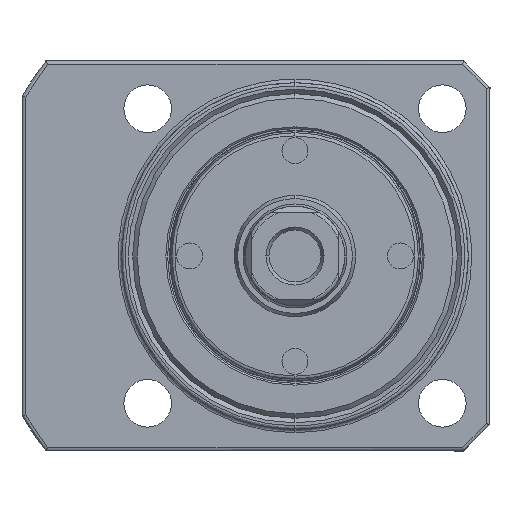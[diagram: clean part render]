
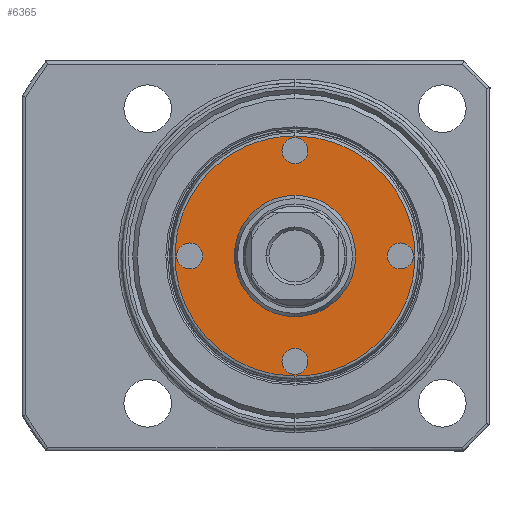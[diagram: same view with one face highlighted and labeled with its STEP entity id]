
A CAD part, front view. The second image highlights one B-rep face of the part: STEP entity #6365.
In plain terms, the highlighted planar face has unit normal (0, -1, 0).
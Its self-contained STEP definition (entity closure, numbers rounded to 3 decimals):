
#407 = EDGE_CURVE ( 'NONE', #3448, #3450, #8127, .T. ) ;
#409 = EDGE_CURVE ( 'NONE', #3475, #3446, #1780, .T. ) ;
#420 = EDGE_CURVE ( 'NONE', #3456, #3457, #1765, .T. ) ;
#424 = EDGE_CURVE ( 'NONE', #3460, #3462, #1759, .T. ) ;
#428 = EDGE_CURVE ( 'NONE', #3466, #3467, #1753, .T. ) ;
#432 = EDGE_CURVE ( 'NONE', #3470, #3471, #1747, .T. ) ;
#647 = AXIS2_PLACEMENT_3D ( 'NONE', #3047, #3031, #3043 ) ;
#1747 = CIRCLE ( 'NONE', #5798, 1.5 ) ;
#1753 = CIRCLE ( 'NONE', #5800, 1.5 ) ;
#1759 = CIRCLE ( 'NONE', #5802, 1.5 ) ;
#1765 = CIRCLE ( 'NONE', #5804, 1.5 ) ;
#1780 = CIRCLE ( 'NONE', #5810, 7. ) ;
#2638 = FACE_BOUND ( 'NONE', #5298, .T. ) ;
#2639 = FACE_BOUND ( 'NONE', #5177, .T. ) ;
#2640 = FACE_BOUND ( 'NONE', #5189, .T. ) ;
#2641 = FACE_OUTER_BOUND ( 'NONE', #5179, .T. ) ;
#2643 = FACE_BOUND ( 'NONE', #5208, .T. ) ;
#2646 = FACE_BOUND ( 'NONE', #5157, .T. ) ;
#3025 = PLANE ( 'NONE',  #647 ) ;
#3031 = DIRECTION ( 'NONE',  ( 0., 1., 0. ) ) ;
#3043 = DIRECTION ( 'NONE',  ( 0., 0., 1. ) ) ;
#3047 = CARTESIAN_POINT ( 'NONE',  ( 0., 0., 0. ) ) ;
#3446 = VERTEX_POINT ( 'NONE', #6562 ) ;
#3448 = VERTEX_POINT ( 'NONE', #6538 ) ;
#3450 = VERTEX_POINT ( 'NONE', #6545 ) ;
#3456 = VERTEX_POINT ( 'NONE', #6522 ) ;
#3457 = VERTEX_POINT ( 'NONE', #6521 ) ;
#3460 = VERTEX_POINT ( 'NONE', #6512 ) ;
#3462 = VERTEX_POINT ( 'NONE', #6511 ) ;
#3466 = VERTEX_POINT ( 'NONE', #6491 ) ;
#3467 = VERTEX_POINT ( 'NONE', #6504 ) ;
#3470 = VERTEX_POINT ( 'NONE', #7265 ) ;
#3471 = VERTEX_POINT ( 'NONE', #7264 ) ;
#3475 = VERTEX_POINT ( 'NONE', #7258 ) ;
#3619 = ORIENTED_EDGE ( 'NONE', *, *, #6115, .F. ) ;
#3620 = ORIENTED_EDGE ( 'NONE', *, *, #407, .F. ) ;
#3621 = ORIENTED_EDGE ( 'NONE', *, *, #409, .F. ) ;
#3622 = ORIENTED_EDGE ( 'NONE', *, *, #6113, .F. ) ;
#3750 = DIRECTION ( 'NONE',  ( 0., 1., 0. ) ) ;
#3762 = DIRECTION ( 'NONE',  ( 0., 0., -1. ) ) ;
#3768 = CARTESIAN_POINT ( 'NONE',  ( 0., 0., -12.15 ) ) ;
#3808 = DIRECTION ( 'NONE',  ( 0., 0., -1. ) ) ;
#3811 = CARTESIAN_POINT ( 'NONE',  ( -12.15, 0., 0. ) ) ;
#3814 = DIRECTION ( 'NONE',  ( 0., 1., 0. ) ) ;
#3836 = DIRECTION ( 'NONE',  ( 0., 1., 0. ) ) ;
#3843 = DIRECTION ( 'NONE',  ( 0., 0., -1. ) ) ;
#3844 = CARTESIAN_POINT ( 'NONE',  ( 0., 0., 12.15 ) ) ;
#3887 = DIRECTION ( 'NONE',  ( 0., -1., 0. ) ) ;
#3931 = DIRECTION ( 'NONE',  ( 0., 0., 1. ) ) ;
#3936 = CARTESIAN_POINT ( 'NONE',  ( 0., 0., 13.856 ) ) ;
#3937 = CARTESIAN_POINT ( 'NONE',  ( 0., 0., 0. ) ) ;
#3961 = CARTESIAN_POINT ( 'NONE',  ( 0., 0., -13.856 ) ) ;
#3969 = CARTESIAN_POINT ( 'NONE',  ( -27.712, 0., 13.856 ) ) ;
#3991 = CARTESIAN_POINT ( 'NONE',  ( -27.712, 0., -13.856 ) ) ;
#4046 = DIRECTION ( 'NONE',  ( 0., 0., -1. ) ) ;
#4047 = DIRECTION ( 'NONE',  ( 0., 1., 0. ) ) ;
#4048 = CARTESIAN_POINT ( 'NONE',  ( 12.15, 0., 0. ) ) ;
#4265 = AXIS2_PLACEMENT_3D ( 'NONE', #7692, #7711, #7691 ) ;
#4266 = AXIS2_PLACEMENT_3D ( 'NONE', #7708, #7704, #7698 ) ;
#4267 = AXIS2_PLACEMENT_3D ( 'NONE', #7714, #7713, #7712 ) ;
#4268 = AXIS2_PLACEMENT_3D ( 'NONE', #7733, #7729, #7728 ) ;
#4271 = AXIS2_PLACEMENT_3D ( 'NONE', #7777, #7775, #7773 ) ;
#5157 = EDGE_LOOP ( 'NONE', ( #5356, #5357 ) ) ;
#5167 = ORIENTED_EDGE ( 'NONE', *, *, #420, .T. ) ;
#5177 = EDGE_LOOP ( 'NONE', ( #5353, #5344 ) ) ;
#5179 = EDGE_LOOP ( 'NONE', ( #3619, #3620 ) ) ;
#5189 = EDGE_LOOP ( 'NONE', ( #5167, #5277 ) ) ;
#5208 = EDGE_LOOP ( 'NONE', ( #5354, #5313 ) ) ;
#5277 = ORIENTED_EDGE ( 'NONE', *, *, #6120, .T. ) ;
#5298 = EDGE_LOOP ( 'NONE', ( #3621, #3622 ) ) ;
#5313 = ORIENTED_EDGE ( 'NONE', *, *, #6119, .T. ) ;
#5344 = ORIENTED_EDGE ( 'NONE', *, *, #6117, .T. ) ;
#5353 = ORIENTED_EDGE ( 'NONE', *, *, #432, .T. ) ;
#5354 = ORIENTED_EDGE ( 'NONE', *, *, #424, .T. ) ;
#5356 = ORIENTED_EDGE ( 'NONE', *, *, #428, .T. ) ;
#5357 = ORIENTED_EDGE ( 'NONE', *, *, #6118, .T. ) ;
#5798 = AXIS2_PLACEMENT_3D ( 'NONE', #4048, #4047, #4046 ) ;
#5800 = AXIS2_PLACEMENT_3D ( 'NONE', #3768, #3750, #3762 ) ;
#5802 = AXIS2_PLACEMENT_3D ( 'NONE', #3811, #3814, #3808 ) ;
#5804 = AXIS2_PLACEMENT_3D ( 'NONE', #3844, #3836, #3843 ) ;
#5810 = AXIS2_PLACEMENT_3D ( 'NONE', #3937, #3887, #3931 ) ;
#6113 = EDGE_CURVE ( 'NONE', #3446, #3475, #7555, .T. ) ;
#6115 = EDGE_CURVE ( 'NONE', #3450, #3448, #8075, .T. ) ;
#6117 = EDGE_CURVE ( 'NONE', #3471, #3470, #7552, .T. ) ;
#6118 = EDGE_CURVE ( 'NONE', #3467, #3466, #7551, .T. ) ;
#6119 = EDGE_CURVE ( 'NONE', #3462, #3460, #7550, .T. ) ;
#6120 = EDGE_CURVE ( 'NONE', #3457, #3456, #7549, .T. ) ;
#6365 = ADVANCED_FACE ( 'NONE', ( #2639, #2646, #2643, #2640, #2641, #2638 ), #3025, .F. ) ;
#6491 = CARTESIAN_POINT ( 'NONE',  ( 0., 0., -13.65 ) ) ;
#6504 = CARTESIAN_POINT ( 'NONE',  ( 0., 0., -10.65 ) ) ;
#6511 = CARTESIAN_POINT ( 'NONE',  ( -12.15, 0., 1.5 ) ) ;
#6512 = CARTESIAN_POINT ( 'NONE',  ( -12.15, 0., -1.5 ) ) ;
#6521 = CARTESIAN_POINT ( 'NONE',  ( 0., 0., 13.65 ) ) ;
#6522 = CARTESIAN_POINT ( 'NONE',  ( 0., 0., 10.65 ) ) ;
#6538 = CARTESIAN_POINT ( 'NONE',  ( 0., 0., -13.856 ) ) ;
#6545 = CARTESIAN_POINT ( 'NONE',  ( 0., 0., 13.856 ) ) ;
#6562 = CARTESIAN_POINT ( 'NONE',  ( 0., 0., -7. ) ) ;
#7258 = CARTESIAN_POINT ( 'NONE',  ( 0., 0., 7. ) ) ;
#7264 = CARTESIAN_POINT ( 'NONE',  ( 12.15, 0., 1.5 ) ) ;
#7265 = CARTESIAN_POINT ( 'NONE',  ( 12.15, 0., -1.5 ) ) ;
#7549 = CIRCLE ( 'NONE', #4265, 1.5 ) ;
#7550 = CIRCLE ( 'NONE', #4266, 1.5 ) ;
#7551 = CIRCLE ( 'NONE', #4267, 1.5 ) ;
#7552 = CIRCLE ( 'NONE', #4268, 1.5 ) ;
#7555 = CIRCLE ( 'NONE', #4271, 7. ) ;
#7691 = DIRECTION ( 'NONE',  ( 0., 0., -1. ) ) ;
#7692 = CARTESIAN_POINT ( 'NONE',  ( 0., 0., 12.15 ) ) ;
#7698 = DIRECTION ( 'NONE',  ( 0., 0., -1. ) ) ;
#7704 = DIRECTION ( 'NONE',  ( 0., 1., 0. ) ) ;
#7708 = CARTESIAN_POINT ( 'NONE',  ( -12.15, 0., 0. ) ) ;
#7711 = DIRECTION ( 'NONE',  ( 0., 1., 0. ) ) ;
#7712 = DIRECTION ( 'NONE',  ( 0., 0., -1. ) ) ;
#7713 = DIRECTION ( 'NONE',  ( 0., 1., 0. ) ) ;
#7714 = CARTESIAN_POINT ( 'NONE',  ( 0., 0., -12.15 ) ) ;
#7728 = DIRECTION ( 'NONE',  ( 0., 0., -1. ) ) ;
#7729 = DIRECTION ( 'NONE',  ( 0., 1., 0. ) ) ;
#7733 = CARTESIAN_POINT ( 'NONE',  ( 12.15, 0., 0. ) ) ;
#7752 = CARTESIAN_POINT ( 'NONE',  ( 0., 0., -13.856 ) ) ;
#7755 = CARTESIAN_POINT ( 'NONE',  ( 27.712, 0., -13.856 ) ) ;
#7766 = CARTESIAN_POINT ( 'NONE',  ( 27.712, 0., 13.856 ) ) ;
#7768 = CARTESIAN_POINT ( 'NONE',  ( 0., 0., 13.856 ) ) ;
#7773 = DIRECTION ( 'NONE',  ( 0., 0., 1. ) ) ;
#7775 = DIRECTION ( 'NONE',  ( 0., -1., 0. ) ) ;
#7777 = CARTESIAN_POINT ( 'NONE',  ( 0., 0., 0. ) ) ;
#8075 =( BOUNDED_CURVE ( )  B_SPLINE_CURVE ( 3, ( #7768, #7766, #7755, #7752 ),
 .UNSPECIFIED., .F., .F. ) 
 B_SPLINE_CURVE_WITH_KNOTS ( ( 4, 4 ),
 ( 0., 1. ),
 .UNSPECIFIED. ) 
 CURVE ( )  GEOMETRIC_REPRESENTATION_ITEM ( )  RATIONAL_B_SPLINE_CURVE ( ( 1., 0.333, 0.333, 1. ) ) 
 REPRESENTATION_ITEM ( '' )  );
#8127 =( BOUNDED_CURVE ( )  B_SPLINE_CURVE ( 3, ( #3961, #3991, #3969, #3936 ),
 .UNSPECIFIED., .F., .F. ) 
 B_SPLINE_CURVE_WITH_KNOTS ( ( 4, 4 ),
 ( 0., 1. ),
 .UNSPECIFIED. ) 
 CURVE ( )  GEOMETRIC_REPRESENTATION_ITEM ( )  RATIONAL_B_SPLINE_CURVE ( ( 1., 0.333, 0.333, 1. ) ) 
 REPRESENTATION_ITEM ( '' )  );
